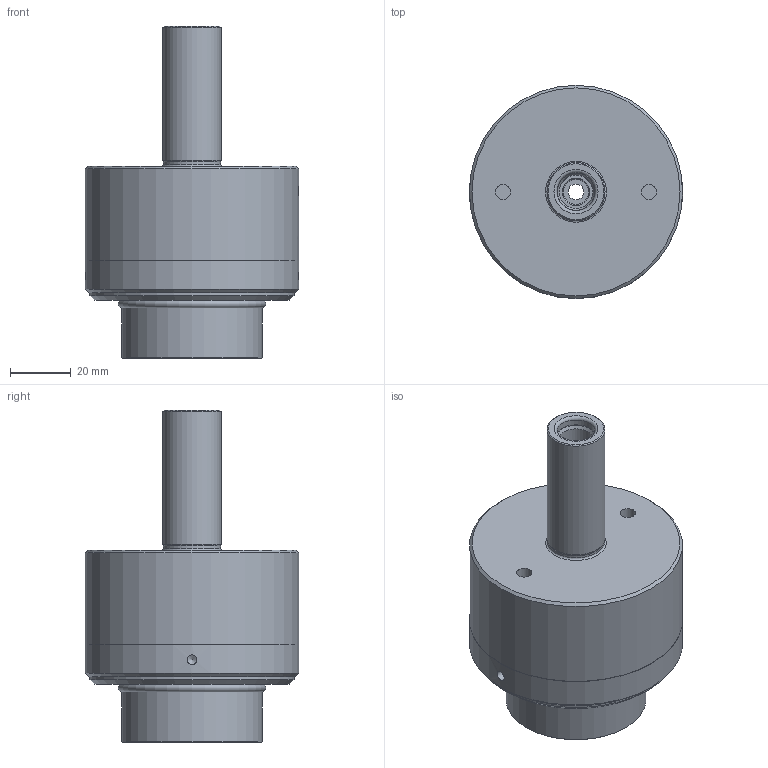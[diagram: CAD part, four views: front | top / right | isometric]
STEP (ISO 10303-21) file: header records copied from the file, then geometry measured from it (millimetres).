
FILE_DESCRIPTION(/* description */ (''),/* implementation_level */ '2;1');
FILE_NAME(/* name */ '261993204.stp',/* time_stamp */ '2021-01-21T11:09:14',/* author */ ('LRA'),/* organization */ ('REGO-FIX'),/* preprocessor_version */ ' Unknown',/* originating_system */ 'SIEMENS PLM Software Solid Edge ST10',/* authorization */ 'Unknown');
FILE_SCHEMA (('AUTOMOTIVE_DESIGN { 1 0 10303 214 2 1 1}'));
Length unit declared in the file: millimetre
Products named in the file (1): NOCUT
Bounding box: 70 x 70 x 109 mm (x, y, z)
Volume: 134131 mm3; surface area: 52430.9 mm2
Topology: 1 solids, 3 shells, 128 faces, 277 edges, 173 vertices
Faces by surface type: cone 40, cylinder 37, plane 27, torus 21, bspline 3
Full cylindrical faces by diameter (mm): 2.113 x1, 3.2 x2, 5 x4, 5.2 x2, 7.4 x1, 9 x2, 11 x1, 12 x1, 12.5 x2, 18.75 x1, 19.045 x1, 24 x1, 36 x1, 40.5 x1, 46 x2, 46.2 x1, 53.4 x1, 54 x1, 56 x1, 56.6 x1, 58.4 x1, 58.5 x1, 58.917 x1, 60 x1, 60.5 x1, 67 x1, 70 x2
Entity records: 4796 total; most frequent: CARTESIAN_POINT 1608, DIRECTION 514, ORIENTED_EDGE 286, FACE_BOUND 262, EDGE_LOOP 260, AXIS2_PLACEMENT_3D 256, EDGE_CURVE 143, VERTEX_POINT 139
